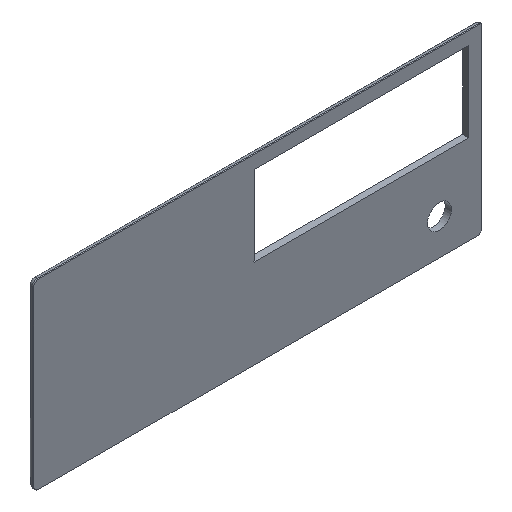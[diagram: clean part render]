
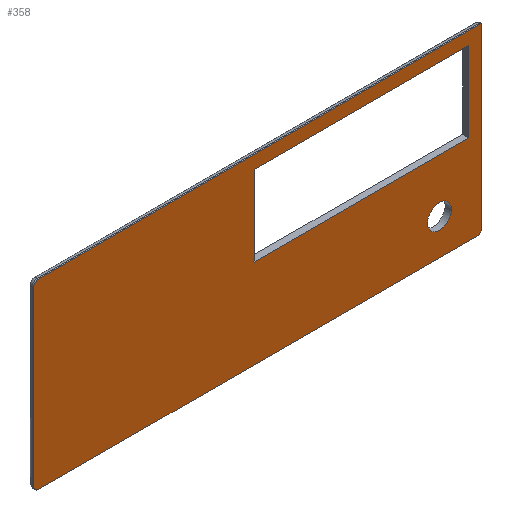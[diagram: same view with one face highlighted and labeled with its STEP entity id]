
A CAD part, isometric view. The second image highlights one B-rep face of the part: STEP entity #358.
In plain terms, the highlighted planar face has unit normal (0, -1, 0).
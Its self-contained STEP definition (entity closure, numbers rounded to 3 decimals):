
#21=FACE_BOUND('',#150,.T.);
#22=FACE_BOUND('',#151,.T.);
#32=PLANE('',#409);
#48=LINE('',#579,#80);
#50=LINE('',#582,#82);
#56=LINE('',#601,#88);
#59=LINE('',#606,#91);
#61=LINE('',#610,#93);
#63=LINE('',#613,#95);
#64=LINE('',#615,#96);
#65=LINE('',#617,#97);
#80=VECTOR('',#477,10.);
#82=VECTOR('',#481,10.);
#88=VECTOR('',#497,10.);
#91=VECTOR('',#502,10.);
#93=VECTOR('',#506,10.);
#95=VECTOR('',#510,10.);
#96=VECTOR('',#513,10.);
#97=VECTOR('',#516,10.);
#126=FACE_OUTER_BOUND('',#149,.T.);
#149=EDGE_LOOP('',(#323,#324,#325,#326,#327,#328,#329));
#150=EDGE_LOOP('',(#330));
#151=EDGE_LOOP('',(#331,#332,#333,#334));
#155=CIRCLE('',#379,0.8);
#159=CIRCLE('',#385,0.8);
#163=CIRCLE('',#391,0.8);
#165=CIRCLE('',#402,1.875);
#169=VERTEX_POINT('',#531);
#170=VERTEX_POINT('',#532);
#174=VERTEX_POINT('',#544);
#175=VERTEX_POINT('',#545);
#179=VERTEX_POINT('',#557);
#180=VERTEX_POINT('',#558);
#183=VERTEX_POINT('',#578);
#189=VERTEX_POINT('',#595);
#190=VERTEX_POINT('',#599);
#191=VERTEX_POINT('',#600);
#192=VERTEX_POINT('',#605);
#193=VERTEX_POINT('',#609);
#197=EDGE_CURVE('',#169,#170,#155,.T.);
#203=EDGE_CURVE('',#174,#175,#159,.T.);
#209=EDGE_CURVE('',#179,#180,#163,.T.);
#221=EDGE_CURVE('',#170,#183,#48,.T.);
#223=EDGE_CURVE('',#180,#169,#50,.T.);
#230=EDGE_CURVE('',#189,#189,#165,.T.);
#231=EDGE_CURVE('',#190,#191,#56,.T.);
#234=EDGE_CURVE('',#191,#192,#59,.T.);
#236=EDGE_CURVE('',#192,#193,#61,.T.);
#238=EDGE_CURVE('',#193,#190,#63,.T.);
#239=EDGE_CURVE('',#175,#179,#64,.T.);
#240=EDGE_CURVE('',#183,#174,#65,.T.);
#323=ORIENTED_EDGE('',*,*,#203,.F.);
#324=ORIENTED_EDGE('',*,*,#240,.F.);
#325=ORIENTED_EDGE('',*,*,#221,.F.);
#326=ORIENTED_EDGE('',*,*,#197,.F.);
#327=ORIENTED_EDGE('',*,*,#223,.F.);
#328=ORIENTED_EDGE('',*,*,#209,.F.);
#329=ORIENTED_EDGE('',*,*,#239,.F.);
#330=ORIENTED_EDGE('',*,*,#230,.T.);
#331=ORIENTED_EDGE('',*,*,#231,.T.);
#332=ORIENTED_EDGE('',*,*,#234,.T.);
#333=ORIENTED_EDGE('',*,*,#236,.T.);
#334=ORIENTED_EDGE('',*,*,#238,.T.);
#358=ADVANCED_FACE('',(#126,#21,#22),#32,.F.);
#379=AXIS2_PLACEMENT_3D('',#533,#425,#426);
#385=AXIS2_PLACEMENT_3D('',#546,#439,#440);
#391=AXIS2_PLACEMENT_3D('',#559,#453,#454);
#402=AXIS2_PLACEMENT_3D('',#597,#493,#494);
#409=AXIS2_PLACEMENT_3D('',#618,#517,#518);
#425=DIRECTION('center_axis',(0.,1.,0.));
#426=DIRECTION('ref_axis',(-0.707,0.,0.707));
#439=DIRECTION('center_axis',(0.,1.,0.));
#440=DIRECTION('ref_axis',(0.707,0.,-0.707));
#453=DIRECTION('center_axis',(0.,1.,0.));
#454=DIRECTION('ref_axis',(-0.707,0.,-0.707));
#477=DIRECTION('',(1.,0.,0.));
#481=DIRECTION('',(0.,0.,1.));
#493=DIRECTION('center_axis',(0.,1.,0.));
#494=DIRECTION('ref_axis',(-1.,0.,0.));
#497=DIRECTION('',(0.,0.,1.));
#502=DIRECTION('',(1.,0.,0.));
#506=DIRECTION('',(0.,0.,-1.));
#510=DIRECTION('',(-1.,0.,0.));
#513=DIRECTION('',(-1.,0.,0.));
#516=DIRECTION('',(0.,0.,-1.));
#517=DIRECTION('center_axis',(0.,1.,0.));
#518=DIRECTION('ref_axis',(-1.,0.,0.));
#531=CARTESIAN_POINT('',(-1.534,17.7,3.424));
#532=CARTESIAN_POINT('',(-0.734,17.7,4.224));
#533=CARTESIAN_POINT('Origin',(-0.734,17.7,3.424));
#544=CARTESIAN_POINT('',(68.366,17.7,-23.376));
#545=CARTESIAN_POINT('',(67.566,17.7,-24.176));
#546=CARTESIAN_POINT('Origin',(67.566,17.7,-23.376));
#557=CARTESIAN_POINT('',(-0.734,17.7,-24.176));
#558=CARTESIAN_POINT('',(-1.534,17.7,-23.376));
#559=CARTESIAN_POINT('Origin',(-0.734,17.7,-23.376));
#578=CARTESIAN_POINT('',(68.366,17.7,4.224));
#579=CARTESIAN_POINT('',(-1.534,17.7,4.224));
#582=CARTESIAN_POINT('',(-1.534,17.7,-24.176));
#595=CARTESIAN_POINT('',(63.647,17.7,-18.565));
#597=CARTESIAN_POINT('Origin',(61.772,17.7,-18.565));
#599=CARTESIAN_POINT('',(32.866,17.7,-10.276));
#600=CARTESIAN_POINT('',(32.866,17.7,2.224));
#601=CARTESIAN_POINT('',(32.866,17.7,-3.876));
#605=CARTESIAN_POINT('',(66.366,17.7,2.224));
#606=CARTESIAN_POINT('',(49.891,17.7,2.224));
#609=CARTESIAN_POINT('',(66.366,17.7,-10.276));
#610=CARTESIAN_POINT('',(66.366,17.7,-10.126));
#613=CARTESIAN_POINT('',(33.141,17.7,-10.276));
#615=CARTESIAN_POINT('',(68.366,17.7,-24.176));
#617=CARTESIAN_POINT('',(68.366,17.7,4.224));
#618=CARTESIAN_POINT('Origin',(33.416,17.7,-9.976));
